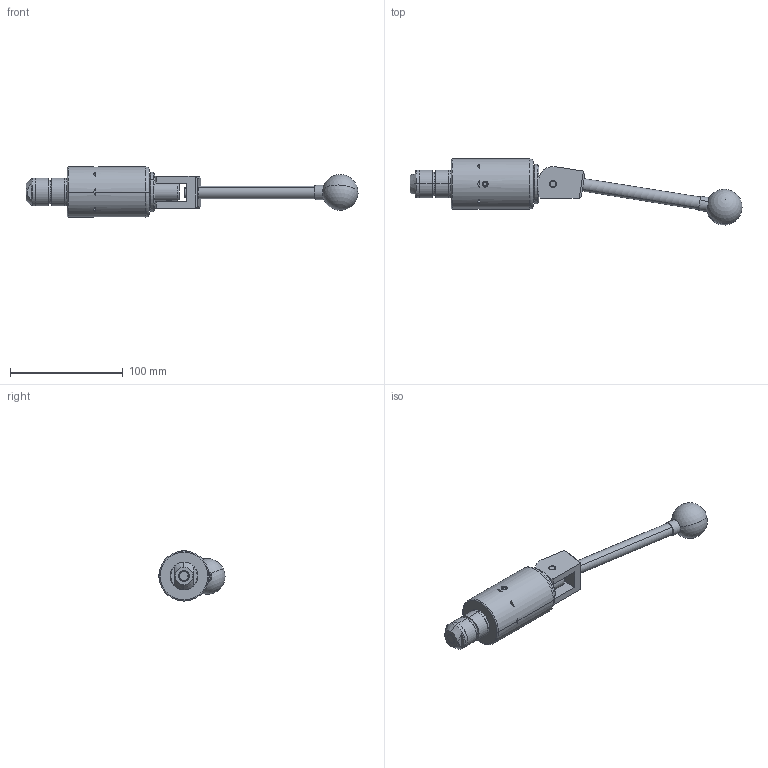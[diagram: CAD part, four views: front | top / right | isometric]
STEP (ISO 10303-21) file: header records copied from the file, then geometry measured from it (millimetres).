
FILE_DESCRIPTION (( 'STEP AP214' ), '1' );
FILE_NAME ('CTSC-003520.STEP', '2025-05-26T15:29:55', ( '' ), ( '' ), 'SwSTEP 2.0', 'SolidWorks 2023', '' );
FILE_SCHEMA (( 'AUTOMOTIVE_DESIGN' ));
Length unit declared in the file: inch
Products named in the file (1): CTSC-003520
Bounding box: 294.93 x 58.69 x 44.45 mm (x, y, z)
Volume: 182162.2 mm3; surface area: 40692 mm2
Topology: 9 solids, 9 shells, 232 faces, 574 edges, 361 vertices
Faces by surface type: cylinder 95, plane 78, cone 38, torus 16, bspline 3, sphere 2
Entity records: 11278 total; most frequent: CARTESIAN_POINT 2686, DIRECTION 1177, ORIENTED_EDGE 1134, EDGE_CURVE 567, AXIS2_PLACEMENT_3D 480, VERTEX_POINT 358, EDGE_LOOP 271, CIRCLE 250
